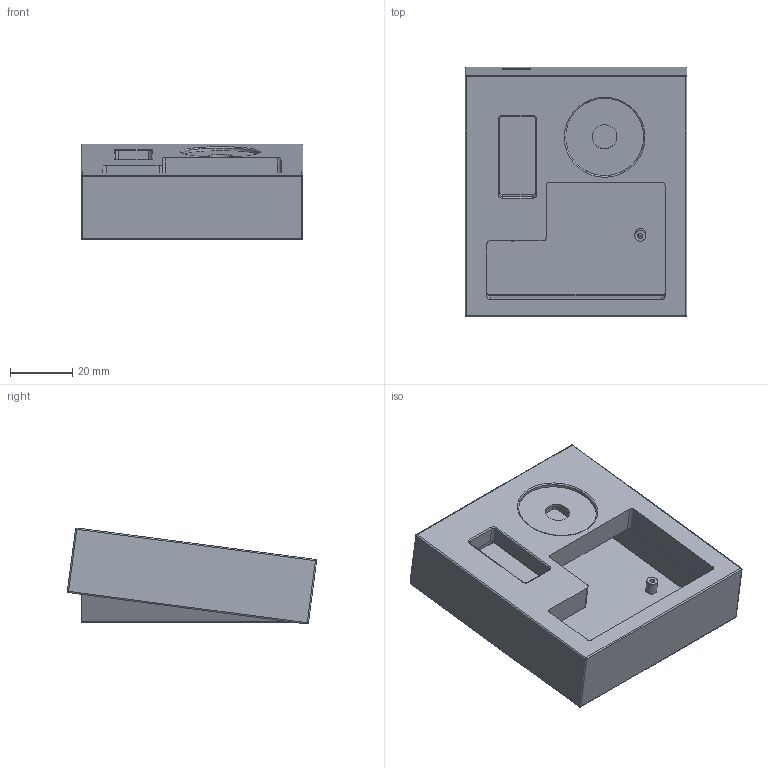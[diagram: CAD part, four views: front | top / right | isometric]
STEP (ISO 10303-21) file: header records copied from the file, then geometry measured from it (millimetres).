
FILE_DESCRIPTION(/* description */ (''),/* implementation_level */ '2;1');
FILE_NAME(/* name */ 'Kinetic.Pad-Case/ Aluminium:Acrylic/Both - STEP.step',/* time_stamp */ '2021-12-02T19:24:48-06:00',/* author */ (''),/* organization */ (''),/* preprocessor_version */ 'ST-DEVELOPER v18.1',/* originating_system */ 'Autodesk Translation Framework v10.10.0.1391',/* authorisation */ '');
FILE_SCHEMA (('AUTOMOTIVE_DESIGN { 1 0 10303 214 3 1 1 }'));
Length unit declared in the file: millimetre
Products named in the file (3): Kinetic.Pad Case; Component3; Component4
Assembly tree (2 placements, depth 2):
  Kinetic.Pad Case
    Component3
    Component4
Bounding box: 71.15 x 80.02 x 30.81 mm (x, y, z)
Volume: 73496.3 mm3; surface area: 37786.7 mm2
Topology: 2 solids, 2 shells, 257 faces, 628 edges, 401 vertices
Faces by surface type: plane 118, cylinder 94, bspline 24, torus 13, sphere 8
Full cylindrical faces by diameter (mm): 1.623 x10, 2.2 x4, 3.5 x3, 4.1 x4, 7.9 x1, 10.2 x4, 25.1 x1
Entity records: 7805 total; most frequent: CARTESIAN_POINT 1707, ORIENTED_EDGE 1256, DIRECTION 1246, EDGE_CURVE 628, AXIS2_PLACEMENT_3D 436, VERTEX_POINT 401, LINE 374, VECTOR 374
